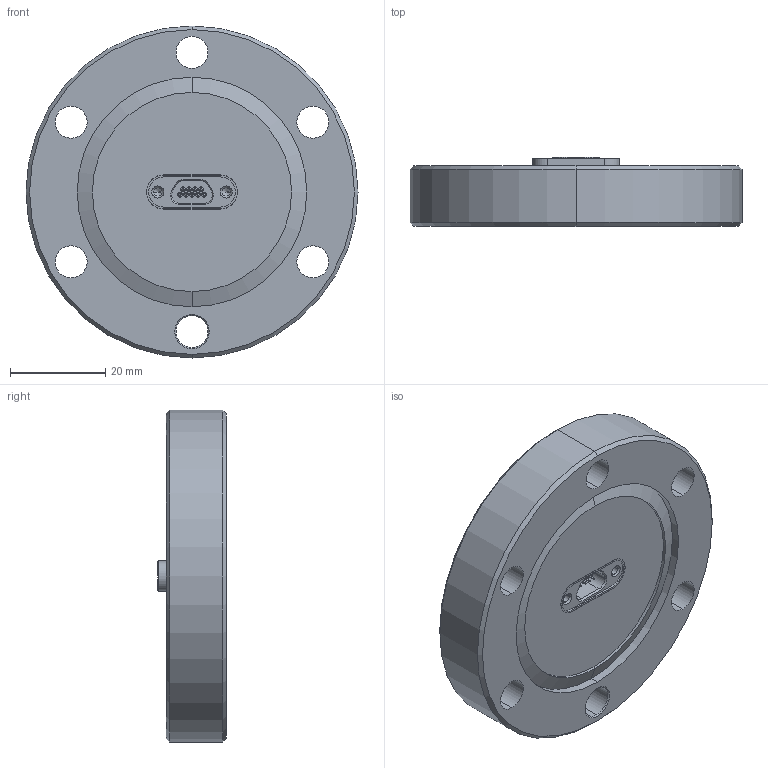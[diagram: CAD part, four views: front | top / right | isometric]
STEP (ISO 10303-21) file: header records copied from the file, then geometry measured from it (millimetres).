
FILE_DESCRIPTION (( 'STEP AP203' ), '1' );
FILE_NAME ('A11563-1-CF.STEP', '2013-05-01T11:05:40', ( '' ), ( '' ), 'SwSTEP 2.0', 'SolidWorks 2012', '' );
FILE_SCHEMA (( 'CONFIG_CONTROL_DESIGN' ));
Length unit declared in the file: inch
Products named in the file (1): A11563-1-CF
Bounding box: 69.85 x 14.5 x 69.85 mm (x, y, z)
Volume: 43102.9 mm3; surface area: 13725 mm2
Topology: 20 solids, 20 shells, 546 faces, 1313 edges, 789 vertices
Faces by surface type: cylinder 265, plane 114, cone 104, bspline 63
Entity records: 16977 total; most frequent: CARTESIAN_POINT 3910, DIRECTION 2915, ORIENTED_EDGE 2592, EDGE_CURVE 1296, AXIS2_PLACEMENT_3D 1171, VERTEX_POINT 798, CIRCLE 687, EDGE_LOOP 638
